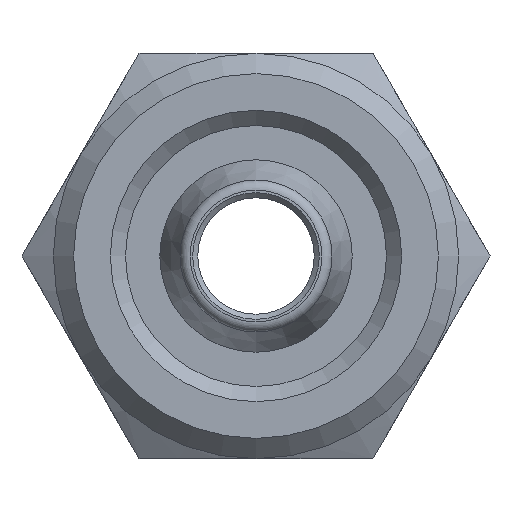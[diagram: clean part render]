
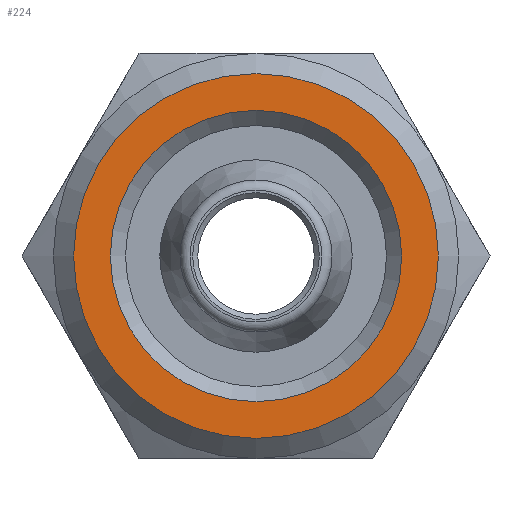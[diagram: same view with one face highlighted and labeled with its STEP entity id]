
A CAD part, front view. The second image highlights one B-rep face of the part: STEP entity #224.
In plain terms, the highlighted planar face has unit normal (0, -1, 0).
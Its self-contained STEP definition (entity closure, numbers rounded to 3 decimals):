
#224 = ADVANCED_FACE( 'NONE', ( #479, #480 ), #481, .T. );
#479 = FACE_OUTER_BOUND( '', #728, .T. );
#480 = FACE_BOUND( '', #729, .T. );
#481 = PLANE( '', #730 );
#728 = EDGE_LOOP( '', ( #1239 ) );
#729 = EDGE_LOOP( '', ( #1240 ) );
#730 = AXIS2_PLACEMENT_3D( '', #1241, #1242, #1243 );
#1239 = ORIENTED_EDGE( '', *, *, #1278, .F. );
#1240 = ORIENTED_EDGE( '', *, *, #1293, .T. );
#1241 = CARTESIAN_POINT( '', ( 3.6, 2., 0. ) );
#1242 = DIRECTION( '', ( 0., -1., 0. ) );
#1243 = DIRECTION( '', ( 0., 0., -1. ) );
#1278 = EDGE_CURVE( 'NONE', #1486, #1486, #1487, .T. );
#1293 = EDGE_CURVE( 'NONE', #1511, #1511, #1512, .T. );
#1486 = VERTEX_POINT( '', #1794 );
#1487 = CIRCLE( '', #1795, 3.6 );
#1511 = VERTEX_POINT( '', #1827 );
#1512 = CIRCLE( '', #1828, 2.875 );
#1794 = CARTESIAN_POINT( '', ( 0., 2., 3.6 ) );
#1795 = AXIS2_PLACEMENT_3D( '', #2257, #2258, #2259 );
#1827 = CARTESIAN_POINT( '', ( 0., 2., 2.875 ) );
#1828 = AXIS2_PLACEMENT_3D( '', #2284, #2285, #2286 );
#2257 = CARTESIAN_POINT( '', ( 0., 2., 0. ) );
#2258 = DIRECTION( '', ( 0., 1., 0. ) );
#2259 = DIRECTION( '', ( 0., 0., 1. ) );
#2284 = CARTESIAN_POINT( '', ( 0., 2., 0. ) );
#2285 = DIRECTION( '', ( 0., 1., 0. ) );
#2286 = DIRECTION( '', ( 0., 0., 1. ) );
